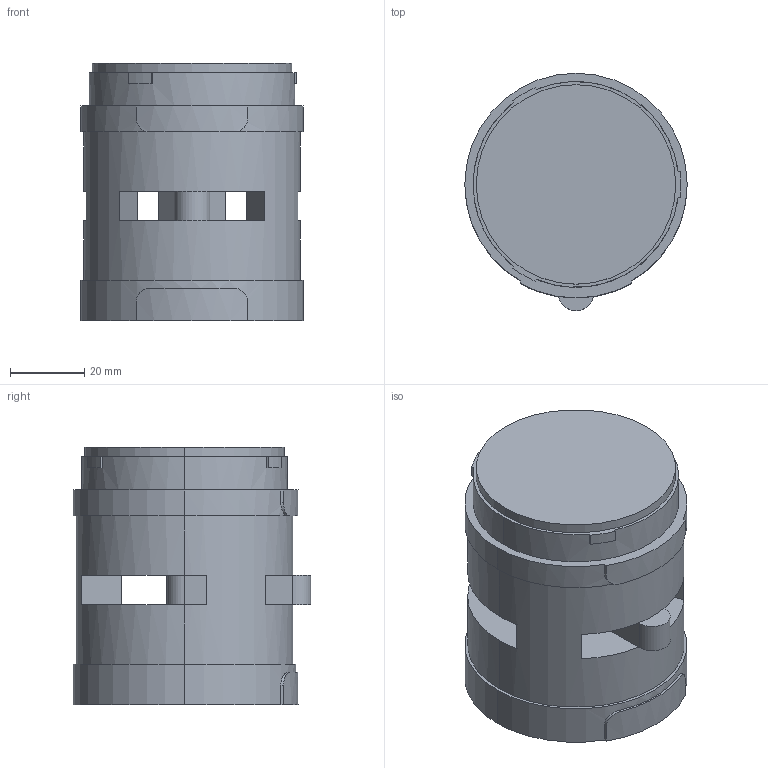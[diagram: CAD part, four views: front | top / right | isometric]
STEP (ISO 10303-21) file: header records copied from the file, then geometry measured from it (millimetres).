
FILE_DESCRIPTION(('starvars output'),'2;1');
FILE_NAME('XVUC9SQ_3D.stp','09:09:31 2020/04/08',( 'Thomas Industrial Network Germany GmbH'),( 'Thomas Industrial Network Germany GmbH'),'unknown preprocess','ACIS' ,'unknown authorization');
FILE_SCHEMA(('AUTOMOTIVE_DESIGN_CC2 {UNKNOWN IMPLEMENTATION LEVEL}'));
Length unit declared in the file: millimetre
Products named in the file (1): PRODUCT_ID_1
Bounding box: 60 x 64 x 69.59 mm (x, y, z)
Volume: 142538.9 mm3; surface area: 25291.1 mm2
Topology: 1 solids, 1 shells, 61 faces, 170 edges, 112 vertices
Faces by surface type: plane 34, cylinder 27
Entity records: 2404 total; most frequent: CARTESIAN_POINT 372, ORIENTED_EDGE 340, DIRECTION 266, EDGE_CURVE 170, VERTEX_POINT 112, VECTOR 94, LINE 94, AXIS2_PLACEMENT_3D 86
